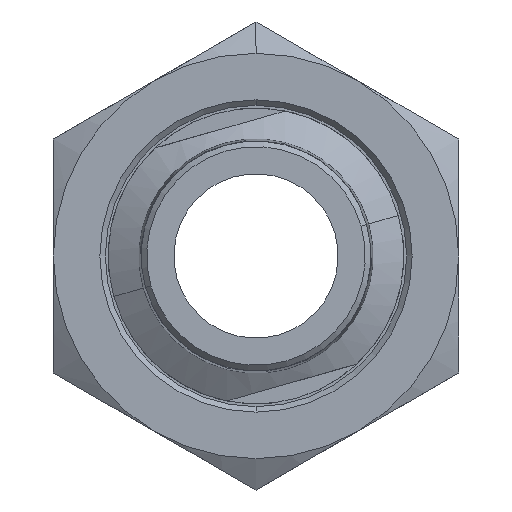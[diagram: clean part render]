
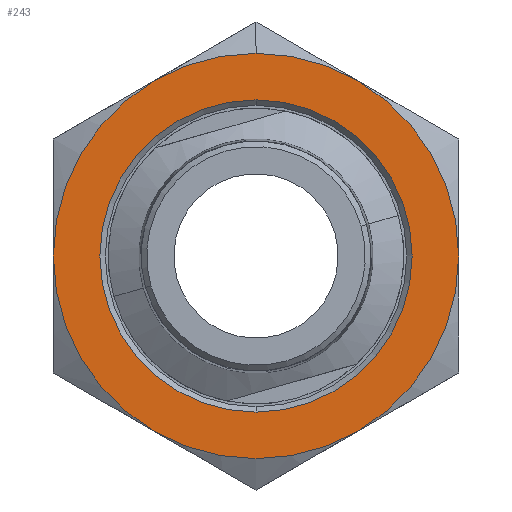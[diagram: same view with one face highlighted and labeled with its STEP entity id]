
A CAD part, front view. The second image highlights one B-rep face of the part: STEP entity #243.
In plain terms, the highlighted planar face has unit normal (0, -1, 0).
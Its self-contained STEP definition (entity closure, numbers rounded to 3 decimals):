
#21 = DIRECTION ( 'NONE',  ( 0., 1., 0. ) ) ;
#25 = CARTESIAN_POINT ( 'NONE',  ( 0., 0., 0. ) ) ;
#30 = DIRECTION ( 'NONE',  ( 0., 1., 0. ) ) ;
#35 = DIRECTION ( 'NONE',  ( 0., 0., -1. ) ) ;
#49 = VERTEX_POINT ( 'NONE', #799 ) ;
#65 = DIRECTION ( 'NONE',  ( 0., 0., -1. ) ) ;
#131 = AXIS2_PLACEMENT_3D ( 'NONE', #1970, #818, #1989 ) ;
#174 = DIRECTION ( 'NONE',  ( 0., 0., 1. ) ) ;
#196 = DIRECTION ( 'NONE',  ( 0., -1., 0. ) ) ;
#205 = EDGE_LOOP ( 'NONE', ( #1763, #2082, #2028, #1118, #792, #2027, #1080 ) ) ;
#225 = CARTESIAN_POINT ( 'NONE',  ( 0., 0., 18.5 ) ) ;
#243 = ADVANCED_FACE ( 'NONE', ( #267, #1371 ), #1801, .F. ) ;
#248 = VERTEX_POINT ( 'NONE', #628 ) ;
#263 = EDGE_CURVE ( 'NONE', #770, #729, #1426, .T. ) ;
#265 = CIRCLE ( 'NONE', #1499, 18.5 ) ;
#267 = FACE_BOUND ( 'NONE', #990, .T. ) ;
#269 = EDGE_CURVE ( 'NONE', #729, #49, #1261, .T. ) ;
#373 = DIRECTION ( 'NONE',  ( 0., 1., 0. ) ) ;
#385 = VERTEX_POINT ( 'NONE', #1233 ) ;
#405 = VERTEX_POINT ( 'NONE', #225 ) ;
#439 = CIRCLE ( 'NONE', #1234, 14.25 ) ;
#484 = DIRECTION ( 'NONE',  ( 0., 0., 1. ) ) ;
#524 = DIRECTION ( 'NONE',  ( 0., 0., 1. ) ) ;
#600 = CARTESIAN_POINT ( 'NONE',  ( 0., 0., 0. ) ) ;
#628 = CARTESIAN_POINT ( 'NONE',  ( 0., 0., -14.25 ) ) ;
#640 = CARTESIAN_POINT ( 'NONE',  ( -18.5, 0., 0. ) ) ;
#729 = VERTEX_POINT ( 'NONE', #640 ) ;
#731 = EDGE_CURVE ( 'NONE', #774, #248, #439, .T. ) ;
#754 = EDGE_CURVE ( 'NONE', #248, #774, #1074, .T. ) ;
#770 = VERTEX_POINT ( 'NONE', #1203 ) ;
#774 = VERTEX_POINT ( 'NONE', #847 ) ;
#775 = DIRECTION ( 'NONE',  ( 0., -1., 0. ) ) ;
#781 = AXIS2_PLACEMENT_3D ( 'NONE', #1563, #1716, #524 ) ;
#790 = EDGE_CURVE ( 'NONE', #405, #385, #1210, .T. ) ;
#792 = ORIENTED_EDGE ( 'NONE', *, *, #1880, .F. ) ;
#799 = CARTESIAN_POINT ( 'NONE',  ( -9.25, 0., 16.021 ) ) ;
#818 = DIRECTION ( 'NONE',  ( 0., 1., 0. ) ) ;
#847 = CARTESIAN_POINT ( 'NONE',  ( 0., 0., 14.25 ) ) ;
#937 = EDGE_CURVE ( 'NONE', #1282, #770, #265, .T. ) ;
#990 = EDGE_LOOP ( 'NONE', ( #1723, #1590 ) ) ;
#1004 = CARTESIAN_POINT ( 'NONE',  ( 9.25, 0., -16.021 ) ) ;
#1009 = AXIS2_PLACEMENT_3D ( 'NONE', #25, #1394, #1035 ) ;
#1010 = VERTEX_POINT ( 'NONE', #1249 ) ;
#1021 = CARTESIAN_POINT ( 'NONE',  ( 0., 0., 0. ) ) ;
#1030 = CARTESIAN_POINT ( 'NONE',  ( 0., 0., 0. ) ) ;
#1035 = DIRECTION ( 'NONE',  ( 0., 0., 1. ) ) ;
#1036 = AXIS2_PLACEMENT_3D ( 'NONE', #1189, #21, #1518 ) ;
#1074 = CIRCLE ( 'NONE', #1691, 14.25 ) ;
#1080 = ORIENTED_EDGE ( 'NONE', *, *, #790, .F. ) ;
#1118 = ORIENTED_EDGE ( 'NONE', *, *, #937, .F. ) ;
#1136 = CARTESIAN_POINT ( 'NONE',  ( -25.5, 0., 0. ) ) ;
#1165 = CIRCLE ( 'NONE', #1009, 18.5 ) ;
#1189 = CARTESIAN_POINT ( 'NONE',  ( 0., 0., 0. ) ) ;
#1203 = CARTESIAN_POINT ( 'NONE',  ( -9.25, 0., -16.021 ) ) ;
#1210 = CIRCLE ( 'NONE', #1036, 18.5 ) ;
#1227 = EDGE_CURVE ( 'NONE', #385, #1010, #1829, .T. ) ;
#1233 = CARTESIAN_POINT ( 'NONE',  ( 9.25, 0., 16.021 ) ) ;
#1234 = AXIS2_PLACEMENT_3D ( 'NONE', #600, #775, #65 ) ;
#1243 = CARTESIAN_POINT ( 'NONE',  ( 0., 0., 0. ) ) ;
#1249 = CARTESIAN_POINT ( 'NONE',  ( 18.5, 0., 0. ) ) ;
#1261 = CIRCLE ( 'NONE', #1752, 18.5 ) ;
#1263 = DIRECTION ( 'NONE',  ( 0., 1., 0. ) ) ;
#1282 = VERTEX_POINT ( 'NONE', #1004 ) ;
#1294 = AXIS2_PLACEMENT_3D ( 'NONE', #2016, #30, #174 ) ;
#1309 = DIRECTION ( 'NONE',  ( 0., 0., 1. ) ) ;
#1371 = FACE_OUTER_BOUND ( 'NONE', #205, .T. ) ;
#1394 = DIRECTION ( 'NONE',  ( 0., 1., 0. ) ) ;
#1426 = CIRCLE ( 'NONE', #131, 18.5 ) ;
#1499 = AXIS2_PLACEMENT_3D ( 'NONE', #1243, #373, #1734 ) ;
#1518 = DIRECTION ( 'NONE',  ( 0., 0., 1. ) ) ;
#1563 = CARTESIAN_POINT ( 'NONE',  ( 0., 0., 0. ) ) ;
#1565 = CIRCLE ( 'NONE', #781, 18.5 ) ;
#1590 = ORIENTED_EDGE ( 'NONE', *, *, #731, .F. ) ;
#1691 = AXIS2_PLACEMENT_3D ( 'NONE', #1030, #196, #35 ) ;
#1716 = DIRECTION ( 'NONE',  ( 0., 1., 0. ) ) ;
#1723 = ORIENTED_EDGE ( 'NONE', *, *, #754, .F. ) ;
#1734 = DIRECTION ( 'NONE',  ( 0., 0., 1. ) ) ;
#1752 = AXIS2_PLACEMENT_3D ( 'NONE', #1021, #1263, #1309 ) ;
#1763 = ORIENTED_EDGE ( 'NONE', *, *, #1879, .F. ) ;
#1801 = PLANE ( 'NONE',  #2011 ) ;
#1829 = CIRCLE ( 'NONE', #1294, 18.5 ) ;
#1879 = EDGE_CURVE ( 'NONE', #49, #405, #1565, .T. ) ;
#1880 = EDGE_CURVE ( 'NONE', #1010, #1282, #1165, .T. ) ;
#1970 = CARTESIAN_POINT ( 'NONE',  ( 0., 0., 0. ) ) ;
#1978 = DIRECTION ( 'NONE',  ( 0., 1., 0. ) ) ;
#1989 = DIRECTION ( 'NONE',  ( 0., 0., 1. ) ) ;
#2011 = AXIS2_PLACEMENT_3D ( 'NONE', #1136, #1978, #484 ) ;
#2016 = CARTESIAN_POINT ( 'NONE',  ( 0., 0., 0. ) ) ;
#2027 = ORIENTED_EDGE ( 'NONE', *, *, #1227, .F. ) ;
#2028 = ORIENTED_EDGE ( 'NONE', *, *, #263, .F. ) ;
#2082 = ORIENTED_EDGE ( 'NONE', *, *, #269, .F. ) ;
